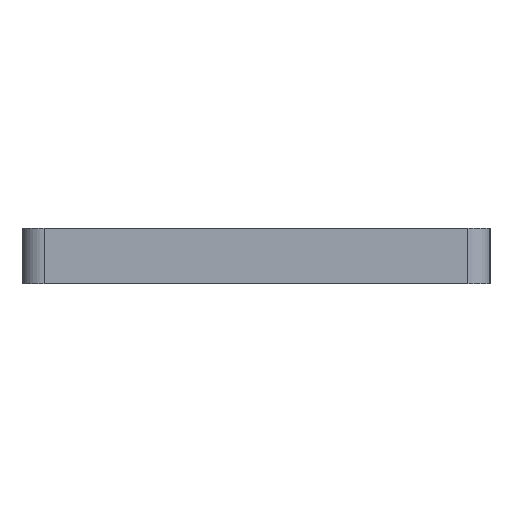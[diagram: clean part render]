
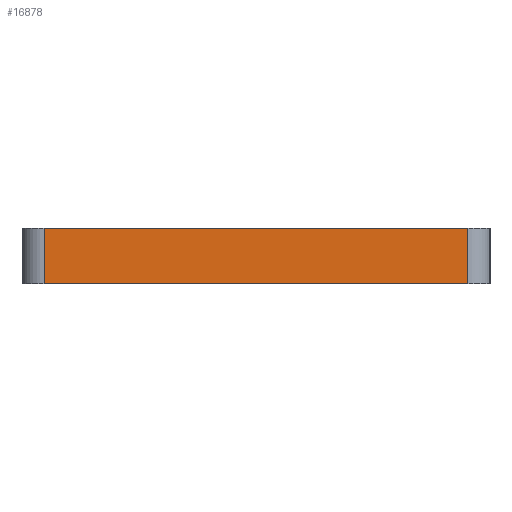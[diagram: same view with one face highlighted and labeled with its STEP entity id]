
A CAD part, left-side view. The second image highlights one B-rep face of the part: STEP entity #16878.
In plain terms, the highlighted planar face has unit normal (-1, 0, 0).
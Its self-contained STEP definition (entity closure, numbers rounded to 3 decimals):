
#2280=FACE_OUTER_BOUND('',#3259,.T.);
#3259=EDGE_LOOP('',(#15023,#15024,#15025,#15026));
#4918=LINE('',#28492,#6534);
#4919=LINE('',#28495,#6535);
#4920=LINE('',#28497,#6536);
#4921=LINE('',#28498,#6537);
#6534=VECTOR('',#23519,10.);
#6535=VECTOR('',#23522,10.);
#6536=VECTOR('',#23523,10.);
#6537=VECTOR('',#23524,10.);
#8167=VERTEX_POINT('',#28485);
#8170=VERTEX_POINT('',#28490);
#8171=VERTEX_POINT('',#28494);
#8172=VERTEX_POINT('',#28496);
#10596=EDGE_CURVE('',#8170,#8167,#4918,.T.);
#10597=EDGE_CURVE('',#8171,#8170,#4919,.T.);
#10598=EDGE_CURVE('',#8172,#8171,#4920,.T.);
#10599=EDGE_CURVE('',#8167,#8172,#4921,.T.);
#15023=ORIENTED_EDGE('',*,*,#10596,.F.);
#15024=ORIENTED_EDGE('',*,*,#10597,.F.);
#15025=ORIENTED_EDGE('',*,*,#10598,.F.);
#15026=ORIENTED_EDGE('',*,*,#10599,.F.);
#16010=PLANE('',#18573);
#16878=ADVANCED_FACE('',(#2280),#16010,.T.);
#18573=AXIS2_PLACEMENT_3D('',#28493,#23520,#23521);
#23519=DIRECTION('',(0.,0.,1.));
#23520=DIRECTION('center_axis',(-1.,0.,0.));
#23521=DIRECTION('ref_axis',(0.,-1.,0.));
#23522=DIRECTION('',(0.,1.,0.));
#23523=DIRECTION('',(0.,0.,-1.));
#23524=DIRECTION('',(0.,-1.,0.));
#28485=CARTESIAN_POINT('',(-4.125,0.125,7.));
#28490=CARTESIAN_POINT('',(-4.125,0.125,-3.));
#28492=CARTESIAN_POINT('',(-4.125,0.125,0.));
#28493=CARTESIAN_POINT('Origin',(-4.125,4.125,0.));
#28494=CARTESIAN_POINT('',(-4.125,-76.325,-3.));
#28495=CARTESIAN_POINT('',(-4.125,-80.325,-3.));
#28496=CARTESIAN_POINT('',(-4.125,-76.325,7.));
#28497=CARTESIAN_POINT('',(-4.125,-76.325,0.));
#28498=CARTESIAN_POINT('',(-4.125,-80.325,7.));
